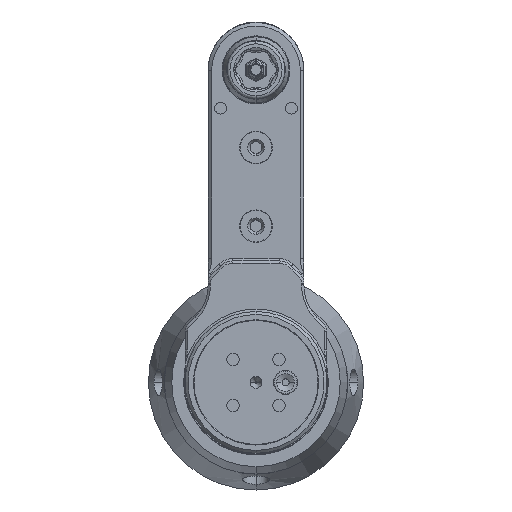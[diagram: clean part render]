
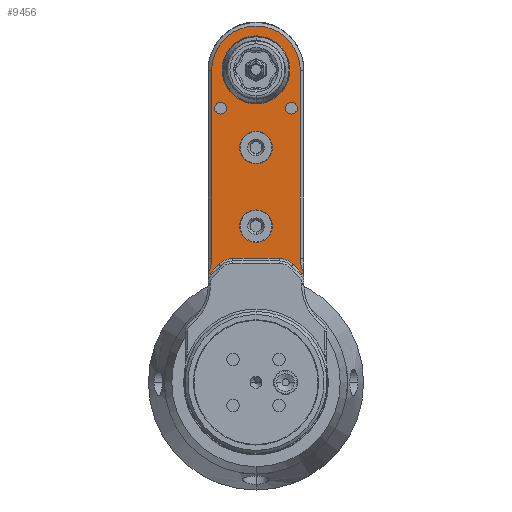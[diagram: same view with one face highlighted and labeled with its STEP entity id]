
A CAD part, front view. The second image highlights one B-rep face of the part: STEP entity #9456.
In plain terms, the highlighted planar face has unit normal (0, -1, 0).
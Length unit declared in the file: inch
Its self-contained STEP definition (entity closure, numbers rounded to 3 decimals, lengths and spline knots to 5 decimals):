
#230=CARTESIAN_POINT('',(-0.3189,-0.27559,
-1.35445));
#318=CARTESIAN_POINT('',(0.3189,-0.27559,
-1.35445));
#895=DIRECTION('',(0.,0.,-1.));
#896=VECTOR('',#895,0.01492);
#897=CARTESIAN_POINT('',(0.3189,-0.27559,
-1.35445));
#898=LINE('',#897,#896);
#899=CARTESIAN_POINT('',(0.24016,-0.27559,
-1.42159));
#900=DIRECTION('',(0.,1.,0.));
#901=DIRECTION('',(0.707,0.,0.707));
#902=AXIS2_PLACEMENT_3D('',#899,#900,#901);
#904=DIRECTION('',(0.707,0.,-0.707));
#905=VECTOR('',#904,0.08335);
#906=CARTESIAN_POINT('',(0.24803,-0.27559,
-1.29584));
#907=LINE('',#906,#905);
#908=CARTESIAN_POINT('',(0.15338,-0.27559,
-1.39049));
#909=DIRECTION('',(0.,1.,0.));
#910=DIRECTION('',(0.02,0.,1.));
#911=AXIS2_PLACEMENT_3D('',#908,#909,#910);
#913=CARTESIAN_POINT('',(0.,-0.27559,-9.14488));
#914=DIRECTION('',(0.,1.,0.));
#915=DIRECTION('',(-0.02,0.,1.));
#916=AXIS2_PLACEMENT_3D('',#913,#914,#915);
#918=CARTESIAN_POINT('',(-0.15338,-0.27559,
-1.39049));
#919=DIRECTION('',(0.,1.,0.));
#920=DIRECTION('',(-0.707,0.,0.707));
#921=AXIS2_PLACEMENT_3D('',#918,#919,#920);
#923=DIRECTION('',(0.707,0.,0.707));
#924=VECTOR('',#923,0.08335);
#925=CARTESIAN_POINT('',(-0.30697,-0.27559,
-1.35478));
#926=LINE('',#925,#924);
#927=CARTESIAN_POINT('',(-0.24016,-0.27559,
-1.42159));
#928=DIRECTION('',(0.,1.,0.));
#929=DIRECTION('',(-0.833,0.,0.553));
#930=AXIS2_PLACEMENT_3D('',#927,#928,#929);
#932=DIRECTION('',(0.,0.,1.));
#933=VECTOR('',#932,0.01492);
#934=CARTESIAN_POINT('',(-0.3189,-0.27559,
-1.36936));
#935=LINE('',#934,#933);
#936=CARTESIAN_POINT('',(-0.51575,-0.27559,
-1.25516));
#937=DIRECTION('',(0.,-1.,0.));
#938=DIRECTION('',(0.893,0.,-0.45));
#939=AXIS2_PLACEMENT_3D('',#936,#937,#938);
#941=DIRECTION('',(0.,0.,1.));
#942=VECTOR('',#941,1.25201);
#943=CARTESIAN_POINT('',(-0.29528,-0.27559,
-1.25516));
#944=LINE('',#943,#942);
#945=CARTESIAN_POINT('',(0.,-0.27559,-0.00315));
#946=DIRECTION('',(0.,1.,0.));
#947=DIRECTION('',(-1.,0.,0.));
#948=AXIS2_PLACEMENT_3D('',#945,#946,#947);
#950=DIRECTION('',(0.,0.,-1.));
#951=VECTOR('',#950,1.25201);
#952=CARTESIAN_POINT('',(0.29528,-0.27559,
-0.00315));
#953=LINE('',#952,#951);
#954=CARTESIAN_POINT('',(0.51575,-0.27559,
-1.25516));
#955=DIRECTION('',(0.,-1.,0.));
#956=DIRECTION('',(-1.,0.,0.));
#957=AXIS2_PLACEMENT_3D('',#954,#955,#956);
#959=CARTESIAN_POINT('',(-0.23622,-0.27559,
-0.25512));
#960=DIRECTION('',(0.,1.,0.));
#961=DIRECTION('',(0.,0.,-1.));
#962=AXIS2_PLACEMENT_3D('',#959,#960,#961);
#964=CARTESIAN_POINT('',(-0.23622,-0.27559,
-0.25512));
#965=DIRECTION('',(0.,1.,0.));
#966=DIRECTION('',(0.,0.,1.));
#967=AXIS2_PLACEMENT_3D('',#964,#965,#966);
#969=CARTESIAN_POINT('',(0.23622,-0.27559,
-0.25512));
#970=DIRECTION('',(0.,1.,0.));
#971=DIRECTION('',(0.,0.,-1.));
#972=AXIS2_PLACEMENT_3D('',#969,#970,#971);
#974=CARTESIAN_POINT('',(0.23622,-0.27559,
-0.25512));
#975=DIRECTION('',(0.,1.,0.));
#976=DIRECTION('',(0.,0.,1.));
#977=AXIS2_PLACEMENT_3D('',#974,#975,#976);
#979=CARTESIAN_POINT('',(0.,-0.27559,-1.04094));
#980=DIRECTION('',(0.,-1.,0.));
#981=DIRECTION('',(0.,0.,1.));
#982=AXIS2_PLACEMENT_3D('',#979,#980,#981);
#984=CARTESIAN_POINT('',(0.,-0.27559,-1.04094));
#985=DIRECTION('',(0.,-1.,0.));
#986=DIRECTION('',(0.,0.,-1.));
#987=AXIS2_PLACEMENT_3D('',#984,#985,#986);
#989=CARTESIAN_POINT('',(0.,-0.27559,-0.51772));
#990=DIRECTION('',(0.,-1.,0.));
#991=DIRECTION('',(0.,0.,1.));
#992=AXIS2_PLACEMENT_3D('',#989,#990,#991);
#994=CARTESIAN_POINT('',(0.,-0.27559,-0.51772));
#995=DIRECTION('',(0.,-1.,0.));
#996=DIRECTION('',(0.,0.,-1.));
#997=AXIS2_PLACEMENT_3D('',#994,#995,#996);
#999=CARTESIAN_POINT('',(0.,-0.27559,0.));
#1000=DIRECTION('',(0.,-1.,0.));
#1001=DIRECTION('',(0.,0.,1.));
#1002=AXIS2_PLACEMENT_3D('',#999,#1000,#1001);
#1004=CARTESIAN_POINT('',(0.,-0.27559,0.));
#1005=DIRECTION('',(0.,-1.,0.));
#1006=DIRECTION('',(0.,0.,-1.));
#1007=AXIS2_PLACEMENT_3D('',#1004,#1005,#1006);
#7212=CARTESIAN_POINT('',(-0.23622,-0.27559,
-0.29449));
#7213=CARTESIAN_POINT('',(-0.23622,-0.27559,
-0.21575));
#7214=VERTEX_POINT('',#7212);
#7215=VERTEX_POINT('',#7213);
#7216=CARTESIAN_POINT('',(0.23622,-0.27559,
-0.29449));
#7217=CARTESIAN_POINT('',(0.23622,-0.27559,
-0.21575));
#7218=VERTEX_POINT('',#7216);
#7219=VERTEX_POINT('',#7217);
#7220=CARTESIAN_POINT('',(0.,-0.27559,-0.93268));
#7221=CARTESIAN_POINT('',(0.,-0.27559,-1.14921));
#7222=VERTEX_POINT('',#7220);
#7223=VERTEX_POINT('',#7221);
#7224=CARTESIAN_POINT('',(0.,-0.27559,-0.40945));
#7225=CARTESIAN_POINT('',(0.,-0.27559,-0.62598));
#7226=VERTEX_POINT('',#7224);
#7227=VERTEX_POINT('',#7225);
#7228=CARTESIAN_POINT('',(0.,-0.27559,0.22638));
#7229=CARTESIAN_POINT('',(0.,-0.27559,-0.22638));
#7230=VERTEX_POINT('',#7228);
#7231=VERTEX_POINT('',#7229);
#7236=CARTESIAN_POINT('',(0.30697,-0.27559,
-1.35478));
#7237=CARTESIAN_POINT('',(0.3189,-0.27559,
-1.36936));
#7238=VERTEX_POINT('',#7236);
#7239=VERTEX_POINT('',#7237);
#7242=CARTESIAN_POINT('',(0.24803,-0.27559,
-1.29584));
#7243=VERTEX_POINT('',#7242);
#7246=CARTESIAN_POINT('',(0.15603,-0.27559,
-1.25666));
#7247=VERTEX_POINT('',#7246);
#7250=CARTESIAN_POINT('',(-0.15603,-0.27559,
-1.25666));
#7251=VERTEX_POINT('',#7250);
#7254=CARTESIAN_POINT('',(-0.24803,-0.27559,
-1.29584));
#7255=VERTEX_POINT('',#7254);
#7258=CARTESIAN_POINT('',(-0.30697,-0.27559,
-1.35478));
#7259=VERTEX_POINT('',#7258);
#7260=CARTESIAN_POINT('',(-0.3189,-0.27559,
-1.36936));
#7261=VERTEX_POINT('',#7260);
#7338=VERTEX_POINT('',#230);
#7341=VERTEX_POINT('',#318);
#7346=CARTESIAN_POINT('',(-0.29528,-0.27559,
-1.25516));
#7347=VERTEX_POINT('',#7346);
#7348=CARTESIAN_POINT('',(-0.29528,-0.27559,
-0.00315));
#7349=VERTEX_POINT('',#7348);
#7350=CARTESIAN_POINT('',(0.29528,-0.27559,
-0.00315));
#7351=VERTEX_POINT('',#7350);
#7352=CARTESIAN_POINT('',(0.29528,-0.27559,
-1.25516));
#7353=VERTEX_POINT('',#7352);
#9394=CARTESIAN_POINT('',(0.,-0.27559,-2.08189));
#9395=DIRECTION('',(0.,1.,0.));
#9396=DIRECTION('',(0.,0.,1.));
#9397=AXIS2_PLACEMENT_3D('',#9394,#9395,#9396);
#9398=PLANE('',#9397);
#9399=ORIENTED_EDGE('',*,*,#8604,.T.);
#9401=ORIENTED_EDGE('',*,*,#9400,.F.);
#9403=ORIENTED_EDGE('',*,*,#9402,.F.);
#9405=ORIENTED_EDGE('',*,*,#9404,.F.);
#9407=ORIENTED_EDGE('',*,*,#9406,.F.);
#9409=ORIENTED_EDGE('',*,*,#9408,.F.);
#9411=ORIENTED_EDGE('',*,*,#9410,.F.);
#9412=ORIENTED_EDGE('',*,*,#9385,.F.);
#9413=ORIENTED_EDGE('',*,*,#8552,.T.);
#9415=ORIENTED_EDGE('',*,*,#9414,.T.);
#9417=ORIENTED_EDGE('',*,*,#9416,.T.);
#9419=ORIENTED_EDGE('',*,*,#9418,.T.);
#9421=ORIENTED_EDGE('',*,*,#9420,.T.);
#9423=ORIENTED_EDGE('',*,*,#9422,.T.);
#9424=EDGE_LOOP('',(#9399,#9401,#9403,#9405,#9407,#9409,#9411,#9412,#9413,#9415,
#9417,#9419,#9421,#9423));
#9425=FACE_OUTER_BOUND('',#9424,.F.);
#9427=ORIENTED_EDGE('',*,*,#9426,.F.);
#9429=ORIENTED_EDGE('',*,*,#9428,.F.);
#9430=EDGE_LOOP('',(#9427,#9429));
#9431=FACE_BOUND('',#9430,.F.);
#9433=ORIENTED_EDGE('',*,*,#9432,.F.);
#9435=ORIENTED_EDGE('',*,*,#9434,.F.);
#9436=EDGE_LOOP('',(#9433,#9435));
#9437=FACE_BOUND('',#9436,.F.);
#9439=ORIENTED_EDGE('',*,*,#9438,.T.);
#9441=ORIENTED_EDGE('',*,*,#9440,.T.);
#9442=EDGE_LOOP('',(#9439,#9441));
#9443=FACE_BOUND('',#9442,.F.);
#9445=ORIENTED_EDGE('',*,*,#9444,.T.);
#9447=ORIENTED_EDGE('',*,*,#9446,.T.);
#9448=EDGE_LOOP('',(#9445,#9447));
#9449=FACE_BOUND('',#9448,.F.);
#9451=ORIENTED_EDGE('',*,*,#9450,.T.);
#9453=ORIENTED_EDGE('',*,*,#9452,.T.);
#9454=EDGE_LOOP('',(#9451,#9453));
#9455=FACE_BOUND('',#9454,.F.);
#9456=ADVANCED_FACE('',(#9425,#9431,#9437,#9443,#9449,#9455),#9398,.F.);
#903=CIRCLE('',#902,0.09449);
#912=CIRCLE('',#911,0.13386);
#917=CIRCLE('',#916,7.88976);
#922=CIRCLE('',#921,0.13386);
#931=CIRCLE('',#930,0.09449);
#940=CIRCLE('',#939,0.22047);
#949=CIRCLE('',#948,0.29528);
#958=CIRCLE('',#957,0.22047);
#963=CIRCLE('',#962,0.03937);
#968=CIRCLE('',#967,0.03937);
#973=CIRCLE('',#972,0.03937);
#978=CIRCLE('',#977,0.03937);
#983=CIRCLE('',#982,0.10827);
#988=CIRCLE('',#987,0.10827);
#993=CIRCLE('',#992,0.10827);
#998=CIRCLE('',#997,0.10827);
#1003=CIRCLE('',#1002,0.22638);
#1008=CIRCLE('',#1007,0.22638);
#8552=EDGE_CURVE('',#7261,#7338,#935,.T.);
#8604=EDGE_CURVE('',#7341,#7239,#898,.T.);
#9385=EDGE_CURVE('',#7261,#7259,#931,.T.);
#9400=EDGE_CURVE('',#7238,#7239,#903,.T.);
#9402=EDGE_CURVE('',#7243,#7238,#907,.T.);
#9404=EDGE_CURVE('',#7247,#7243,#912,.T.);
#9406=EDGE_CURVE('',#7251,#7247,#917,.T.);
#9408=EDGE_CURVE('',#7255,#7251,#922,.T.);
#9410=EDGE_CURVE('',#7259,#7255,#926,.T.);
#9414=EDGE_CURVE('',#7338,#7347,#940,.T.);
#9416=EDGE_CURVE('',#7347,#7349,#944,.T.);
#9418=EDGE_CURVE('',#7349,#7351,#949,.T.);
#9420=EDGE_CURVE('',#7351,#7353,#953,.T.);
#9422=EDGE_CURVE('',#7353,#7341,#958,.T.);
#9426=EDGE_CURVE('',#7214,#7215,#963,.T.);
#9428=EDGE_CURVE('',#7215,#7214,#968,.T.);
#9432=EDGE_CURVE('',#7218,#7219,#973,.T.);
#9434=EDGE_CURVE('',#7219,#7218,#978,.T.);
#9438=EDGE_CURVE('',#7222,#7223,#983,.T.);
#9440=EDGE_CURVE('',#7223,#7222,#988,.T.);
#9444=EDGE_CURVE('',#7226,#7227,#993,.T.);
#9446=EDGE_CURVE('',#7227,#7226,#998,.T.);
#9450=EDGE_CURVE('',#7230,#7231,#1003,.T.);
#9452=EDGE_CURVE('',#7231,#7230,#1008,.T.);
